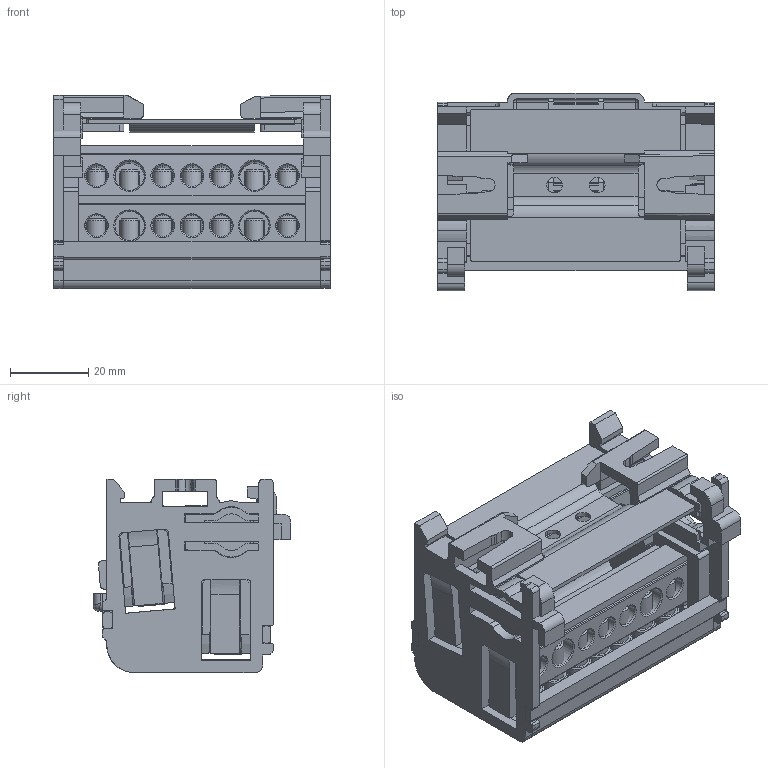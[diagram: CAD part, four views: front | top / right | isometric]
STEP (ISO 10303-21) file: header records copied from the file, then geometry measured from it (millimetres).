
FILE_DESCRIPTION (( 'STEP AP214' ), '1' );
FILE_NAME ('ÊÌ 2õ7.STEP', '2023-11-22T07:00:40', ( '' ), ( '' ), 'SwSTEP 2.0', 'SolidWorks 2022', '' );
FILE_SCHEMA (( 'AUTOMOTIVE_DESIGN' ));
Length unit declared in the file: millimetre
Products named in the file (10): КМ  2х7; КМ держатель 7 отв 6.5х12_M1; КМ защелка  зерк; КМ защелка; КМ 2 крышка передняя 7 M1; КМ Стенка 2 шины переделан; КМ Шина 7отв 6.5х12_M1; КМ 2 крышка задняя 7 M1; KM Винт М5х10; КМ Стенка 2 шины переделан. зерк_уколны
Assembly tree (24 placements, depth 2):
  КМ  2х7
    КМ Стенка 2 шины переделан
    КМ защелка
    КМ держатель 7 отв 6.5х12_M1  x2
    КМ Шина 7отв 6.5х12_M1  x2
    КМ 2 крышка передняя 7 M1
    КМ 2 крышка задняя 7 M1
    КМ защелка  зерк
    КМ Стенка 2 шины переделан. зерк_уколны
    KM Винт М5х10  x14
Bounding box: 71 x 50.75 x 49.5 mm (x, y, z)
Volume: 42110.5 mm3; surface area: 50364 mm2
Topology: 24 solids, 24 shells, 1432 faces, 4049 edges, 2645 vertices
Faces by surface type: plane 896, cylinder 349, cone 123, torus 57, bspline 5, sphere 2
Entity records: 30766 total; most frequent: CARTESIAN_POINT 6249, ORIENTED_EDGE 5208, DIRECTION 4770, EDGE_CURVE 2604, VECTOR 1938, LINE 1938, VERTEX_POINT 1707, AXIS2_PLACEMENT_3D 1416
